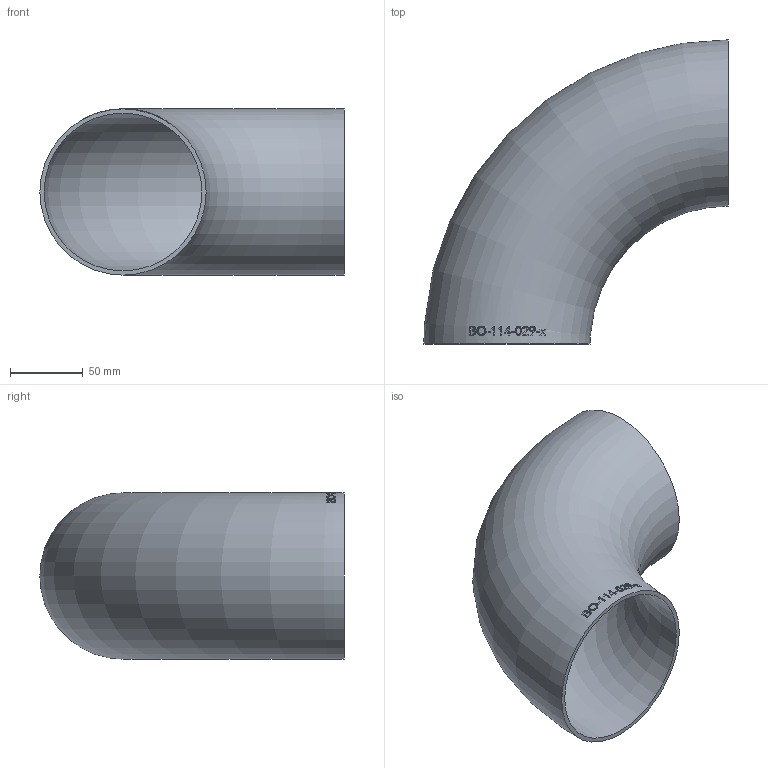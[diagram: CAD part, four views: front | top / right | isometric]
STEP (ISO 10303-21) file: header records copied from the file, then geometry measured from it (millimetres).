
FILE_DESCRIPTION (( 'STEP AP214' ), '1' );
FILE_NAME ('BO-114-029-x Bogen 1910.STEP', '2019-10-31T08:45:31', ( '' ), ( '' ), 'SwSTEP 2.0', 'SolidWorks 2016', '' );
FILE_SCHEMA (( 'AUTOMOTIVE_DESIGN' ));
Length unit declared in the file: millimetre
Products named in the file (1): BO-114-029-x Bogen 1910
Bounding box: 209.15 x 209.15 x 114.3 mm (x, y, z)
Volume: 242314.9 mm3; surface area: 169175.3 mm2
Topology: 1 solids, 1 shells, 135 faces, 349 edges, 233 vertices
Faces by surface type: plane 76, bspline 39, torus 20
Entity records: 6761 total; most frequent: CARTESIAN_POINT 2633, ORIENTED_EDGE 686, EDGE_CURVE 343, DIRECTION 315, VERTEX_POINT 230, B_SPLINE_CURVE_WITH_KNOTS 226, EDGE_LOOP 157, FACE_OUTER_BOUND 137
